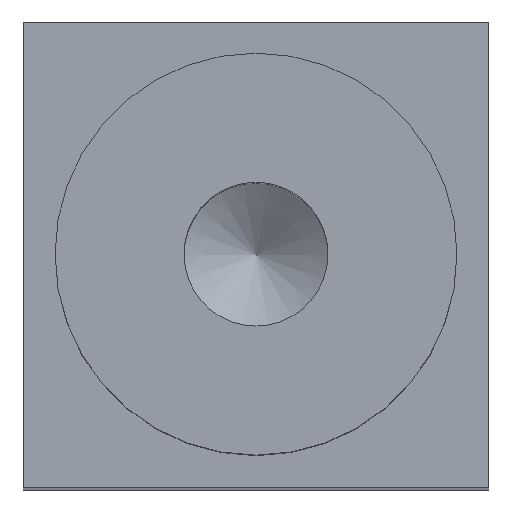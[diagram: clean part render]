
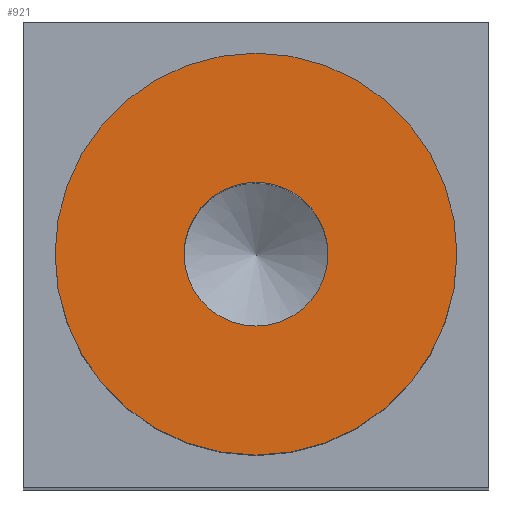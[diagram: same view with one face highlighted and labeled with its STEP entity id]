
A CAD part, top view. The second image highlights one B-rep face of the part: STEP entity #921.
In plain terms, the highlighted planar face has unit normal (0, 0, 1).
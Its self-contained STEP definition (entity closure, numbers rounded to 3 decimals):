
#482 = CYLINDRICAL_SURFACE('',#483,9.5);
#483 = AXIS2_PLACEMENT_3D('',#484,#485,#486);
#484 = CARTESIAN_POINT('',(0.,0.,35.));
#485 = DIRECTION('',(0.,0.,-1.));
#486 = DIRECTION('',(1.,0.,0.));
#778 = VERTEX_POINT('',#779);
#779 = CARTESIAN_POINT('',(9.5,0.,50.));
#800 = EDGE_CURVE('',#778,#778,#801,.T.);
#801 = SURFACE_CURVE('',#802,(#807,#814),.PCURVE_S1.);
#802 = CIRCLE('',#803,9.5);
#803 = AXIS2_PLACEMENT_3D('',#804,#805,#806);
#804 = CARTESIAN_POINT('',(0.,0.,50.));
#805 = DIRECTION('',(-0.,0.,1.));
#806 = DIRECTION('',(1.,0.,0.));
#807 = PCURVE('',#482,#808);
#808 = DEFINITIONAL_REPRESENTATION('',(#809),#813);
#809 = LINE('',#810,#811);
#810 = CARTESIAN_POINT('',(-0.,-15.));
#811 = VECTOR('',#812,1.);
#812 = DIRECTION('',(-1.,0.));
#813 = ( GEOMETRIC_REPRESENTATION_CONTEXT(2) 
PARAMETRIC_REPRESENTATION_CONTEXT() REPRESENTATION_CONTEXT('2D SPACE',''
  ) );
#814 = PCURVE('',#815,#820);
#815 = PLANE('',#816);
#816 = AXIS2_PLACEMENT_3D('',#817,#818,#819);
#817 = CARTESIAN_POINT('',(0.,0.,50.));
#818 = DIRECTION('',(0.,0.,1.));
#819 = DIRECTION('',(0.,-1.,0.));
#820 = DEFINITIONAL_REPRESENTATION('',(#821),#825);
#821 = CIRCLE('',#822,9.5);
#822 = AXIS2_PLACEMENT_2D('',#823,#824);
#823 = CARTESIAN_POINT('',(0.,0.));
#824 = DIRECTION('',(0.,1.));
#825 = ( GEOMETRIC_REPRESENTATION_CONTEXT(2) 
PARAMETRIC_REPRESENTATION_CONTEXT() REPRESENTATION_CONTEXT('2D SPACE',''
  ) );
#921 = ADVANCED_FACE('',(#922,#925),#815,.T.);
#922 = FACE_BOUND('',#923,.T.);
#923 = EDGE_LOOP('',(#924));
#924 = ORIENTED_EDGE('',*,*,#800,.T.);
#925 = FACE_BOUND('',#926,.T.);
#926 = EDGE_LOOP('',(#927));
#927 = ORIENTED_EDGE('',*,*,#928,.F.);
#928 = EDGE_CURVE('',#929,#929,#931,.T.);
#929 = VERTEX_POINT('',#930);
#930 = CARTESIAN_POINT('',(3.4,0.,50.));
#931 = SURFACE_CURVE('',#932,(#937,#944),.PCURVE_S1.);
#932 = CIRCLE('',#933,3.4);
#933 = AXIS2_PLACEMENT_3D('',#934,#935,#936);
#934 = CARTESIAN_POINT('',(0.,0.,50.));
#935 = DIRECTION('',(0.,0.,1.));
#936 = DIRECTION('',(1.,0.,0.));
#937 = PCURVE('',#815,#938);
#938 = DEFINITIONAL_REPRESENTATION('',(#939),#943);
#939 = CIRCLE('',#940,3.4);
#940 = AXIS2_PLACEMENT_2D('',#941,#942);
#941 = CARTESIAN_POINT('',(0.,0.));
#942 = DIRECTION('',(0.,1.));
#943 = ( GEOMETRIC_REPRESENTATION_CONTEXT(2) 
PARAMETRIC_REPRESENTATION_CONTEXT() REPRESENTATION_CONTEXT('2D SPACE',''
  ) );
#944 = PCURVE('',#945,#950);
#945 = CYLINDRICAL_SURFACE('',#946,3.4);
#946 = AXIS2_PLACEMENT_3D('',#947,#948,#949);
#947 = CARTESIAN_POINT('',(0.,0.,50.));
#948 = DIRECTION('',(0.,0.,-1.));
#949 = DIRECTION('',(1.,0.,0.));
#950 = DEFINITIONAL_REPRESENTATION('',(#951),#955);
#951 = LINE('',#952,#953);
#952 = CARTESIAN_POINT('',(-0.,0.));
#953 = VECTOR('',#954,1.);
#954 = DIRECTION('',(-1.,0.));
#955 = ( GEOMETRIC_REPRESENTATION_CONTEXT(2) 
PARAMETRIC_REPRESENTATION_CONTEXT() REPRESENTATION_CONTEXT('2D SPACE',''
  ) );
